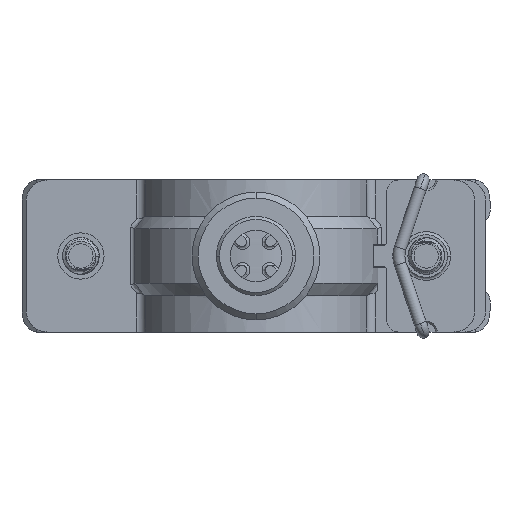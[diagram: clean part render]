
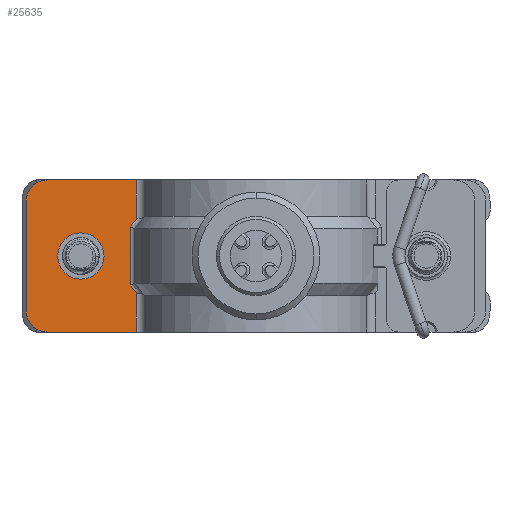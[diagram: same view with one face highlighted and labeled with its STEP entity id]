
A CAD part, front view. The second image highlights one B-rep face of the part: STEP entity #25635.
In plain terms, the highlighted planar face has unit normal (0, -1, 0).
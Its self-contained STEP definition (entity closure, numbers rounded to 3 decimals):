
#164 = CIRCLE ( 'NONE', #1577, 3.5 ) ;
#221 = DIRECTION ( 'NONE',  ( 0., 0., 1. ) ) ;
#309 = EDGE_CURVE ( 'NONE', #16002, #378, #34251, .T. ) ;
#378 = VERTEX_POINT ( 'NONE', #4547 ) ;
#466 = CARTESIAN_POINT ( 'NONE',  ( -20.58, -4.25, 4.89 ) ) ;
#1437 = VECTOR ( 'NONE', #16648, 1000. ) ;
#1577 = AXIS2_PLACEMENT_3D ( 'NONE', #12777, #16084, #3114 ) ;
#1805 = CARTESIAN_POINT ( 'NONE',  ( -19.914, -4.25, -5.76 ) ) ;
#1875 = ORIENTED_EDGE ( 'NONE', *, *, #19754, .T. ) ;
#2044 = ORIENTED_EDGE ( 'NONE', *, *, #38539, .T. ) ;
#2655 = ORIENTED_EDGE ( 'NONE', *, *, #9988, .T. ) ;
#3086 = AXIS2_PLACEMENT_3D ( 'NONE', #19762, #26580, #9837 ) ;
#3114 = DIRECTION ( 'NONE',  ( 0., 0., 1. ) ) ;
#4547 = CARTESIAN_POINT ( 'NONE',  ( -28.783, -4.25, 3.8 ) ) ;
#4896 = CARTESIAN_POINT ( 'NONE',  ( -20.151, -4.25, -5.451 ) ) ;
#5732 = CARTESIAN_POINT ( 'NONE',  ( -20.676, -4.25, 12.5 ) ) ;
#6602 = DIRECTION ( 'NONE',  ( 0., 0., 1. ) ) ;
#8185 = ORIENTED_EDGE ( 'NONE', *, *, #27333, .T. ) ;
#8264 = CARTESIAN_POINT ( 'NONE',  ( -19.677, -4.25, 12.5 ) ) ;
#8330 = AXIS2_PLACEMENT_3D ( 'NONE', #40210, #10122, #221 ) ;
#8620 = CARTESIAN_POINT ( 'NONE',  ( -20.388, -4.25, -5.141 ) ) ;
#8834 = CARTESIAN_POINT ( 'NONE',  ( -28.783, -4.25, -3.8 ) ) ;
#8838 = CARTESIAN_POINT ( 'NONE',  ( -20.676, -4.25, -4.765 ) ) ;
#9244 = DIRECTION ( 'NONE',  ( 0., 0., -1. ) ) ;
#9624 = PLANE ( 'NONE',  #3086 ) ;
#9753 = VERTEX_POINT ( 'NONE', #23005 ) ;
#9837 = DIRECTION ( 'NONE',  ( 0., 0., 1. ) ) ;
#9988 = EDGE_CURVE ( 'NONE', #29322, #41145, #164, .T. ) ;
#10122 = DIRECTION ( 'NONE',  ( 0., -1., 0. ) ) ;
#10794 = CARTESIAN_POINT ( 'NONE',  ( -20.151, -4.25, 5.451 ) ) ;
#11527 = CARTESIAN_POINT ( 'NONE',  ( -37.783, -4.25, -12.5 ) ) ;
#11849 = CARTESIAN_POINT ( 'NONE',  ( -34.283, -4.25, 12.5 ) ) ;
#12192 = VECTOR ( 'NONE', #23105, 1000. ) ;
#12762 = LINE ( 'NONE', #5732, #12192 ) ;
#12777 = CARTESIAN_POINT ( 'NONE',  ( -34.283, -4.25, -9. ) ) ;
#12785 = EDGE_CURVE ( 'NONE', #9753, #23102, #30876, .T. ) ;
#13139 = FACE_OUTER_BOUND ( 'NONE', #23749, .T. ) ;
#14794 = CARTESIAN_POINT ( 'NONE',  ( -19.677, -4.25, -6.07 ) ) ;
#15668 = CARTESIAN_POINT ( 'NONE',  ( -20.58, -4.25, -4.89 ) ) ;
#16002 = VERTEX_POINT ( 'NONE', #8834 ) ;
#16084 = DIRECTION ( 'NONE',  ( 0., -1., 0. ) ) ;
#16091 = CARTESIAN_POINT ( 'NONE',  ( -20.676, -4.25, 4.765 ) ) ;
#16284 = ORIENTED_EDGE ( 'NONE', *, *, #19793, .T. ) ;
#16648 = DIRECTION ( 'NONE',  ( 0., 0., -1. ) ) ;
#17570 = CARTESIAN_POINT ( 'NONE',  ( -19.677, -4.25, 12.5 ) ) ;
#17847 = VERTEX_POINT ( 'NONE', #18937 ) ;
#18129 = CARTESIAN_POINT ( 'NONE',  ( -28.783, -4.25, 0. ) ) ;
#18358 = DIRECTION ( 'NONE',  ( 0., 0., 1. ) ) ;
#18937 = CARTESIAN_POINT ( 'NONE',  ( -19.677, -4.25, -12.5 ) ) ;
#19001 = LINE ( 'NONE', #42247, #34342 ) ;
#19542 = VERTEX_POINT ( 'NONE', #11849 ) ;
#19754 = EDGE_CURVE ( 'NONE', #21805, #41894, #30162, .T. ) ;
#19762 = CARTESIAN_POINT ( 'NONE',  ( -37.783, -4.25, 12.5 ) ) ;
#19793 = EDGE_CURVE ( 'NONE', #24603, #29322, #22667, .T. ) ;
#20815 = ORIENTED_EDGE ( 'NONE', *, *, #27435, .F. ) ;
#21805 = VERTEX_POINT ( 'NONE', #16091 ) ;
#22667 = LINE ( 'NONE', #35821, #37983 ) ;
#22714 = ORIENTED_EDGE ( 'NONE', *, *, #34261, .T. ) ;
#23005 = CARTESIAN_POINT ( 'NONE',  ( -19.677, -4.25, -6.07 ) ) ;
#23102 = VERTEX_POINT ( 'NONE', #24915 ) ;
#23105 = DIRECTION ( 'NONE',  ( 0., 0., 1. ) ) ;
#23417 = ORIENTED_EDGE ( 'NONE', *, *, #36574, .F. ) ;
#23684 = LINE ( 'NONE', #43416, #1437 ) ;
#23749 = EDGE_LOOP ( 'NONE', ( #26015, #33008, #2044, #1875, #23417, #20815, #22714, #16284, #2655, #30587 ) ) ;
#24019 = CARTESIAN_POINT ( 'NONE',  ( -20.484, -4.25, 5.015 ) ) ;
#24235 = CARTESIAN_POINT ( 'NONE',  ( -19.914, -4.25, 5.76 ) ) ;
#24603 = VERTEX_POINT ( 'NONE', #40345 ) ;
#24915 = CARTESIAN_POINT ( 'NONE',  ( -20.676, -4.25, -4.765 ) ) ;
#25635 = ADVANCED_FACE ( 'NONE', ( #13139, #36424 ), #9624, .F. ) ;
#26015 = ORIENTED_EDGE ( 'NONE', *, *, #40629, .F. ) ;
#26432 = CARTESIAN_POINT ( 'NONE',  ( -28.783, -4.25, 0. ) ) ;
#26580 = DIRECTION ( 'NONE',  ( 0., 1., 0. ) ) ;
#26631 = CIRCLE ( 'NONE', #8330, 3.5 ) ;
#26662 = CIRCLE ( 'NONE', #38521, 3.8 ) ;
#27333 = EDGE_CURVE ( 'NONE', #378, #16002, #26662, .T. ) ;
#27435 = EDGE_CURVE ( 'NONE', #19542, #33494, #19001, .T. ) ;
#27483 = DIRECTION ( 'NONE',  ( 0., 0., -1. ) ) ;
#27599 = ORIENTED_EDGE ( 'NONE', *, *, #309, .T. ) ;
#27921 = LINE ( 'NONE', #17570, #35915 ) ;
#28492 = DIRECTION ( 'NONE',  ( 1., 0., 0. ) ) ;
#29322 = VERTEX_POINT ( 'NONE', #34475 ) ;
#30162 = B_SPLINE_CURVE_WITH_KNOTS ( 'NONE', 3,
 ( #30627, #466, #24019, #40876, #10794, #24235, #37596 ),
 .UNSPECIFIED., .F., .F.,
 ( 4, 3, 4 ),
 ( 0., 0., 0.002 ),
 .UNSPECIFIED. ) ;
#30587 = ORIENTED_EDGE ( 'NONE', *, *, #43458, .T. ) ;
#30627 = CARTESIAN_POINT ( 'NONE',  ( -20.676, -4.25, 4.765 ) ) ;
#30876 = B_SPLINE_CURVE_WITH_KNOTS ( 'NONE', 3,
 ( #14794, #1805, #4896, #8620, #31956, #15668, #8838 ),
 .UNSPECIFIED., .F., .F.,
 ( 4, 3, 4 ),
 ( 0., 0.001, 0.002 ),
 .UNSPECIFIED. ) ;
#31525 = CARTESIAN_POINT ( 'NONE',  ( -34.283, -4.25, -12.5 ) ) ;
#31956 = CARTESIAN_POINT ( 'NONE',  ( -20.484, -4.25, -5.015 ) ) ;
#33008 = ORIENTED_EDGE ( 'NONE', *, *, #12785, .T. ) ;
#33494 = VERTEX_POINT ( 'NONE', #8264 ) ;
#34251 = CIRCLE ( 'NONE', #43352, 3.8 ) ;
#34261 = EDGE_CURVE ( 'NONE', #19542, #24603, #26631, .T. ) ;
#34331 = VECTOR ( 'NONE', #28492, 1000. ) ;
#34342 = VECTOR ( 'NONE', #42907, 1000. ) ;
#34397 = DIRECTION ( 'NONE',  ( 0., 1., 0. ) ) ;
#34475 = CARTESIAN_POINT ( 'NONE',  ( -37.783, -4.25, -9. ) ) ;
#35821 = CARTESIAN_POINT ( 'NONE',  ( -37.783, -4.25, 12.5 ) ) ;
#35901 = LINE ( 'NONE', #11527, #34331 ) ;
#35915 = VECTOR ( 'NONE', #27483, 1000. ) ;
#36424 = FACE_BOUND ( 'NONE', #39717, .T. ) ;
#36574 = EDGE_CURVE ( 'NONE', #33494, #41894, #27921, .T. ) ;
#37596 = CARTESIAN_POINT ( 'NONE',  ( -19.677, -4.25, 6.07 ) ) ;
#37983 = VECTOR ( 'NONE', #9244, 1000. ) ;
#38521 = AXIS2_PLACEMENT_3D ( 'NONE', #18129, #34397, #18358 ) ;
#38539 = EDGE_CURVE ( 'NONE', #23102, #21805, #12762, .T. ) ;
#38566 = CARTESIAN_POINT ( 'NONE',  ( -19.677, -4.25, 6.07 ) ) ;
#39717 = EDGE_LOOP ( 'NONE', ( #8185, #27599 ) ) ;
#39765 = DIRECTION ( 'NONE',  ( 0., 1., 0. ) ) ;
#40210 = CARTESIAN_POINT ( 'NONE',  ( -34.283, -4.25, 9. ) ) ;
#40345 = CARTESIAN_POINT ( 'NONE',  ( -37.783, -4.25, 9. ) ) ;
#40629 = EDGE_CURVE ( 'NONE', #9753, #17847, #23684, .T. ) ;
#40876 = CARTESIAN_POINT ( 'NONE',  ( -20.388, -4.25, 5.141 ) ) ;
#41145 = VERTEX_POINT ( 'NONE', #31525 ) ;
#41894 = VERTEX_POINT ( 'NONE', #38566 ) ;
#42247 = CARTESIAN_POINT ( 'NONE',  ( -37.783, -4.25, 12.5 ) ) ;
#42907 = DIRECTION ( 'NONE',  ( 1., 0., 0. ) ) ;
#43352 = AXIS2_PLACEMENT_3D ( 'NONE', #26432, #39765, #6602 ) ;
#43416 = CARTESIAN_POINT ( 'NONE',  ( -19.677, -4.25, 12.5 ) ) ;
#43458 = EDGE_CURVE ( 'NONE', #41145, #17847, #35901, .T. ) ;
